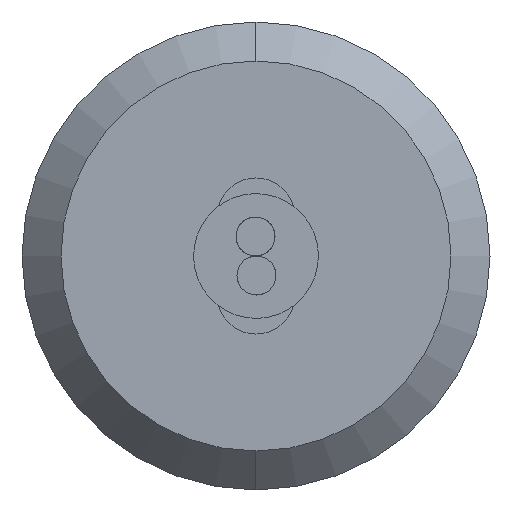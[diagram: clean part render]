
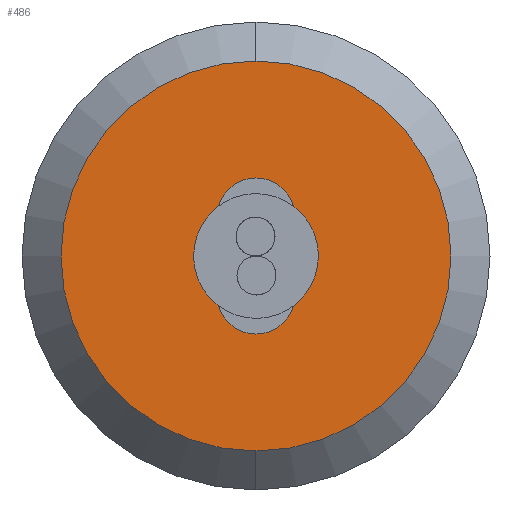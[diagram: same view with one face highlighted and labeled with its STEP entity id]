
A CAD part, left-side view. The second image highlights one B-rep face of the part: STEP entity #486.
In plain terms, the highlighted planar face has unit normal (-1, 0, 0).
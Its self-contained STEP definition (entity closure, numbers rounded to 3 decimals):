
#15 = ORIENTED_EDGE ( 'NONE', *, *, #295, .F. ) ;
#24 = DIRECTION ( 'NONE',  ( 0., 0., -1. ) ) ;
#46 = VERTEX_POINT ( 'NONE', #759 ) ;
#62 = DIRECTION ( 'NONE',  ( 0., 0., 1. ) ) ;
#70 = ORIENTED_EDGE ( 'NONE', *, *, #440, .F. ) ;
#75 = DIRECTION ( 'NONE',  ( 0., 0., 1. ) ) ;
#104 = DIRECTION ( 'NONE',  ( -1., 0., 0. ) ) ;
#122 = PLANE ( 'NONE',  #123 ) ;
#123 = AXIS2_PLACEMENT_3D ( 'NONE', #944, #1032, #458 ) ;
#130 = ORIENTED_EDGE ( 'NONE', *, *, #389, .T. ) ;
#132 = DIRECTION ( 'NONE',  ( -1., 0., 0. ) ) ;
#138 = CARTESIAN_POINT ( 'NONE',  ( -7.5, 0., 0.501 ) ) ;
#140 = CARTESIAN_POINT ( 'NONE',  ( -7.5, 0., -0.501 ) ) ;
#142 = ORIENTED_EDGE ( 'NONE', *, *, #341, .F. ) ;
#167 = EDGE_LOOP ( 'NONE', ( #130, #483 ) ) ;
#187 = DIRECTION ( 'NONE',  ( 0., 0., -1. ) ) ;
#225 = ORIENTED_EDGE ( 'NONE', *, *, #913, .F. ) ;
#235 = DIRECTION ( 'NONE',  ( -1., 0., 0. ) ) ;
#236 = DIRECTION ( 'NONE',  ( -1., 0., 0. ) ) ;
#295 = EDGE_CURVE ( 'NONE', #633, #575, #538, .T. ) ;
#299 = AXIS2_PLACEMENT_3D ( 'NONE', #757, #104, #187 ) ;
#327 = AXIS2_PLACEMENT_3D ( 'NONE', #510, #514, #24 ) ;
#338 = EDGE_LOOP ( 'NONE', ( #70, #15 ) ) ;
#341 = EDGE_CURVE ( 'NONE', #746, #46, #711, .T. ) ;
#389 = EDGE_CURVE ( 'NONE', #946, #415, #947, .T. ) ;
#403 = CARTESIAN_POINT ( 'NONE',  ( -7.5, 0., 0.251 ) ) ;
#410 = CIRCLE ( 'NONE', #612, 0.25 ) ;
#415 = VERTEX_POINT ( 'NONE', #596 ) ;
#438 = AXIS2_PLACEMENT_3D ( 'NONE', #479, #235, #75 ) ;
#440 = EDGE_CURVE ( 'NONE', #575, #633, #739, .T. ) ;
#458 = DIRECTION ( 'NONE',  ( 0., 0., -1. ) ) ;
#479 = CARTESIAN_POINT ( 'NONE',  ( -7.5, 0., 0.251 ) ) ;
#483 = ORIENTED_EDGE ( 'NONE', *, *, #706, .T. ) ;
#486 = ADVANCED_FACE ( 'NONE', ( #810, #755, #794 ), #122, .F. ) ;
#501 = EDGE_LOOP ( 'NONE', ( #142, #225 ) ) ;
#510 = CARTESIAN_POINT ( 'NONE',  ( -7.5, 0., 0. ) ) ;
#514 = DIRECTION ( 'NONE',  ( -1., 0., 0. ) ) ;
#538 = CIRCLE ( 'NONE', #668, 0.25 ) ;
#575 = VERTEX_POINT ( 'NONE', #900 ) ;
#596 = CARTESIAN_POINT ( 'NONE',  ( -7.5, 0., 1.25 ) ) ;
#603 = DIRECTION ( 'NONE',  ( 0., 0., 1. ) ) ;
#604 = CIRCLE ( 'NONE', #299, 1.25 ) ;
#612 = AXIS2_PLACEMENT_3D ( 'NONE', #403, #236, #973 ) ;
#630 = CARTESIAN_POINT ( 'NONE',  ( -7.5, 0., -1.25 ) ) ;
#633 = VERTEX_POINT ( 'NONE', #140 ) ;
#668 = AXIS2_PLACEMENT_3D ( 'NONE', #878, #709, #62 ) ;
#706 = EDGE_CURVE ( 'NONE', #415, #946, #604, .T. ) ;
#709 = DIRECTION ( 'NONE',  ( -1., 0., 0. ) ) ;
#711 = CIRCLE ( 'NONE', #438, 0.25 ) ;
#739 = CIRCLE ( 'NONE', #798, 0.25 ) ;
#746 = VERTEX_POINT ( 'NONE', #138 ) ;
#755 = FACE_BOUND ( 'NONE', #338, .T. ) ;
#757 = CARTESIAN_POINT ( 'NONE',  ( -7.5, 0., 0. ) ) ;
#759 = CARTESIAN_POINT ( 'NONE',  ( -7.5, 0., 0. ) ) ;
#794 = FACE_BOUND ( 'NONE', #501, .T. ) ;
#798 = AXIS2_PLACEMENT_3D ( 'NONE', #1037, #132, #603 ) ;
#810 = FACE_OUTER_BOUND ( 'NONE', #167, .T. ) ;
#878 = CARTESIAN_POINT ( 'NONE',  ( -7.5, 0., -0.251 ) ) ;
#900 = CARTESIAN_POINT ( 'NONE',  ( -7.5, 0., -0.001 ) ) ;
#913 = EDGE_CURVE ( 'NONE', #46, #746, #410, .T. ) ;
#944 = CARTESIAN_POINT ( 'NONE',  ( -7.5, 0., 0. ) ) ;
#946 = VERTEX_POINT ( 'NONE', #630 ) ;
#947 = CIRCLE ( 'NONE', #327, 1.25 ) ;
#973 = DIRECTION ( 'NONE',  ( 0., 0., 1. ) ) ;
#1032 = DIRECTION ( 'NONE',  ( 1., 0., 0. ) ) ;
#1037 = CARTESIAN_POINT ( 'NONE',  ( -7.5, 0., -0.251 ) ) ;
